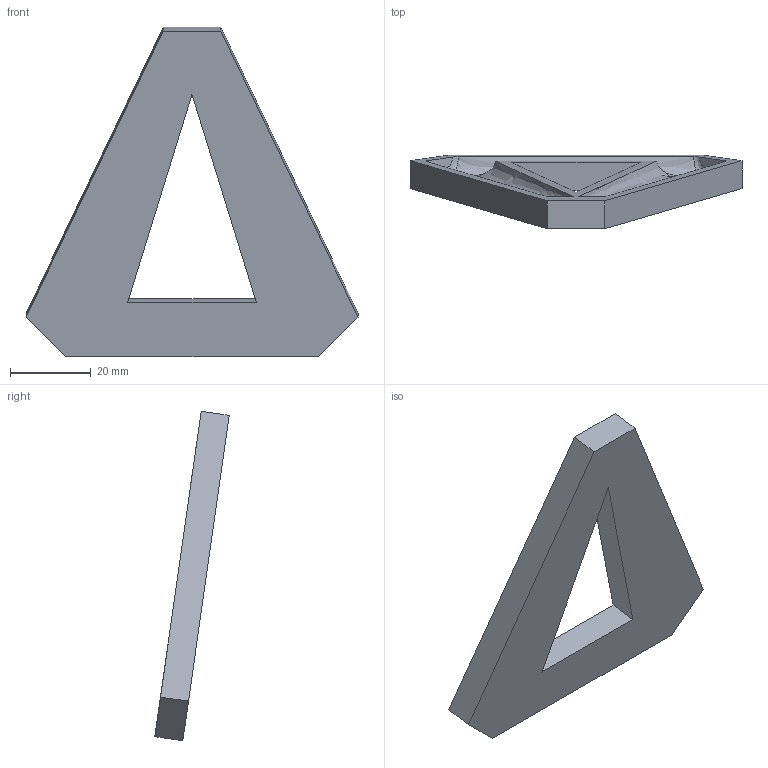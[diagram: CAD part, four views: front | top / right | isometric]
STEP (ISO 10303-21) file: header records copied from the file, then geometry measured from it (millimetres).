
FILE_DESCRIPTION (( 'STEP AP214' ), '1' );
FILE_NAME ('two_finger_gel_mold.STEP', '2025-03-10T22:13:41', ( '' ), ( '' ), 'SwSTEP 2.0', 'SolidWorks 2024', '' );
FILE_SCHEMA (( 'AUTOMOTIVE_DESIGN' ));
Length unit declared in the file: inch
Products named in the file (1): two_finger_gel_mold
Bounding box: 82.23 x 18.4 x 81.57 mm (x, y, z)
Volume: 17225 mm3; surface area: 10385.4 mm2
Topology: 1 solids, 1 shells, 43 faces, 122 edges, 78 vertices
Faces by surface type: plane 24, bspline 14, cylinder 5
Entity records: 2600 total; most frequent: CARTESIAN_POINT 1646, ORIENTED_EDGE 240, EDGE_CURVE 120, DIRECTION 118, VERTEX_POINT 78, B_SPLINE_CURVE_WITH_KNOTS 65, VECTOR 50, LINE 50
